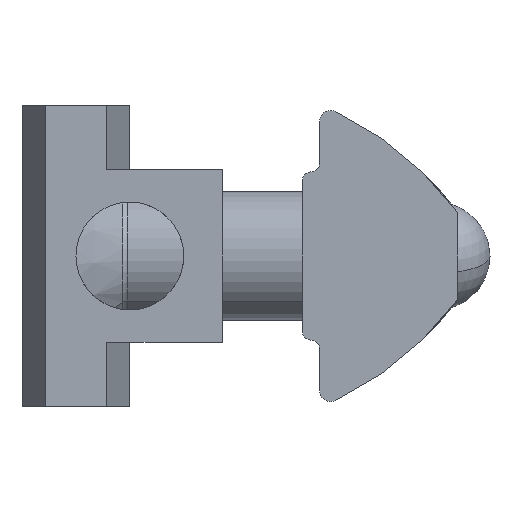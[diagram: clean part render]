
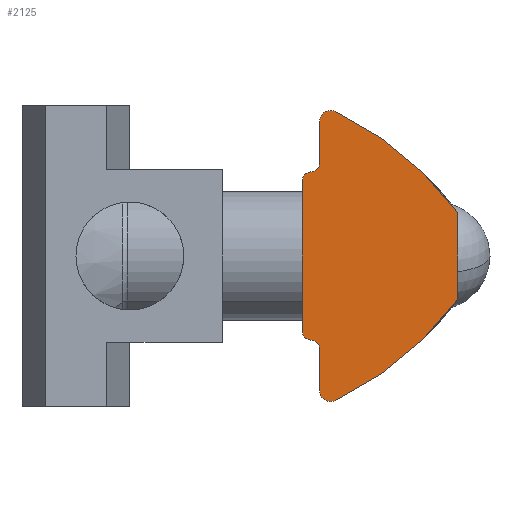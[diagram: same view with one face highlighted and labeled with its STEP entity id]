
A CAD part, left-side view. The second image highlights one B-rep face of the part: STEP entity #2125.
In plain terms, the highlighted face is planar.
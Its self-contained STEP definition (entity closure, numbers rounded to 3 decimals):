
#75 = EDGE_CURVE ( 'NONE', #1141, #4391, #1160, .T. ) ;
#117 = ORIENTED_EDGE ( 'NONE', *, *, #2737, .F. ) ;
#146 = CARTESIAN_POINT ( 'NONE',  ( 3.5, -0.4, 0. ) ) ;
#165 = EDGE_CURVE ( 'NONE', #2024, #660, #3455, .T. ) ;
#181 = DIRECTION ( 'NONE',  ( 0., 0., 1. ) ) ;
#292 = AXIS2_PLACEMENT_3D ( 'NONE', #866, #4428, #3006 ) ;
#356 = DIRECTION ( 'NONE',  ( 0., 0., 1. ) ) ;
#363 = CIRCLE ( 'NONE', #4407, 0.5 ) ;
#368 = DIRECTION ( 'NONE',  ( 0., 0., 1. ) ) ;
#376 = EDGE_CURVE ( 'NONE', #4391, #479, #3162, .T. ) ;
#471 = FACE_OUTER_BOUND ( 'NONE', #3338, .T. ) ;
#479 = VERTEX_POINT ( 'NONE', #1861 ) ;
#497 = CARTESIAN_POINT ( 'NONE',  ( -6.25, -1.3, 0. ) ) ;
#543 = EDGE_CURVE ( 'NONE', #479, #1134, #732, .T. ) ;
#604 = CARTESIAN_POINT ( 'NONE',  ( 6.25, -0.8, 0. ) ) ;
#643 = CIRCLE ( 'NONE', #1298, 0.4 ) ;
#660 = VERTEX_POINT ( 'NONE', #840 ) ;
#693 = VERTEX_POINT ( 'NONE', #2794 ) ;
#732 = CIRCLE ( 'NONE', #292, 0.5 ) ;
#840 = CARTESIAN_POINT ( 'NONE',  ( 3.9, -0.4, 0. ) ) ;
#866 = CARTESIAN_POINT ( 'NONE',  ( 6.25, -1.3, 0. ) ) ;
#871 = DIRECTION ( 'NONE',  ( 1., 0., 0. ) ) ;
#873 = ORIENTED_EDGE ( 'NONE', *, *, #3861, .T. ) ;
#884 = DIRECTION ( 'NONE',  ( -1., 0., 0. ) ) ;
#904 = DIRECTION ( 'NONE',  ( 1., 0., 0. ) ) ;
#905 = ORIENTED_EDGE ( 'NONE', *, *, #75, .F. ) ;
#927 = CARTESIAN_POINT ( 'NONE',  ( -2., -7.2, 0. ) ) ;
#950 = VERTEX_POINT ( 'NONE', #3324 ) ;
#978 = DIRECTION ( 'NONE',  ( 1., 0., 0. ) ) ;
#1025 = AXIS2_PLACEMENT_3D ( 'NONE', #3511, #1690, #1763 ) ;
#1068 = EDGE_CURVE ( 'NONE', #950, #1191, #2612, .T. ) ;
#1085 = ORIENTED_EDGE ( 'NONE', *, *, #1842, .F. ) ;
#1134 = VERTEX_POINT ( 'NONE', #604 ) ;
#1141 = VERTEX_POINT ( 'NONE', #927 ) ;
#1160 = LINE ( 'NONE', #2868, #1308 ) ;
#1191 = VERTEX_POINT ( 'NONE', #4507 ) ;
#1213 = PLANE ( 'NONE',  #4038 ) ;
#1269 = DIRECTION ( 'NONE',  ( 0., 0., -1. ) ) ;
#1298 = AXIS2_PLACEMENT_3D ( 'NONE', #3320, #1558, #4039 ) ;
#1308 = VECTOR ( 'NONE', #1790, 1000. ) ;
#1344 = CIRCLE ( 'NONE', #2546, 0.4 ) ;
#1351 = VERTEX_POINT ( 'NONE', #1389 ) ;
#1389 = CARTESIAN_POINT ( 'NONE',  ( -3.5, 0., 0. ) ) ;
#1391 = CARTESIAN_POINT ( 'NONE',  ( -3.9, -0.4, 0. ) ) ;
#1438 = CARTESIAN_POINT ( 'NONE',  ( 4.3, -0.4, 0. ) ) ;
#1558 = DIRECTION ( 'NONE',  ( 0., 0., 1. ) ) ;
#1623 = VECTOR ( 'NONE', #884, 1000. ) ;
#1624 = ORIENTED_EDGE ( 'NONE', *, *, #4309, .T. ) ;
#1652 = VECTOR ( 'NONE', #3567, 1000. ) ;
#1664 = VERTEX_POINT ( 'NONE', #3216 ) ;
#1677 = LINE ( 'NONE', #1744, #4307 ) ;
#1690 = DIRECTION ( 'NONE',  ( 0., 0., 1. ) ) ;
#1744 = CARTESIAN_POINT ( 'NONE',  ( 3.9, 0., 0. ) ) ;
#1763 = DIRECTION ( 'NONE',  ( -1., 0., 0. ) ) ;
#1767 = ORIENTED_EDGE ( 'NONE', *, *, #2601, .T. ) ;
#1790 = DIRECTION ( 'NONE',  ( 1., 0., 0. ) ) ;
#1829 = CARTESIAN_POINT ( 'NONE',  ( 3.5, 0., 0. ) ) ;
#1842 = EDGE_CURVE ( 'NONE', #693, #1141, #3801, .T. ) ;
#1846 = CARTESIAN_POINT ( 'NONE',  ( 3.9, -0.8, 0. ) ) ;
#1861 = CARTESIAN_POINT ( 'NONE',  ( 6.702, -1.514, 0. ) ) ;
#1925 = CARTESIAN_POINT ( 'NONE',  ( -3.9, -0.8, 0. ) ) ;
#1987 = CARTESIAN_POINT ( 'NONE',  ( 4.3, -0.8, 0. ) ) ;
#2024 = VERTEX_POINT ( 'NONE', #1829 ) ;
#2125 = ADVANCED_FACE ( 'NONE', ( #471 ), #1213, .F. ) ;
#2126 = CARTESIAN_POINT ( 'NONE',  ( 2., -7.2, 0. ) ) ;
#2228 = LINE ( 'NONE', #1846, #1652 ) ;
#2258 = AXIS2_PLACEMENT_3D ( 'NONE', #1438, #3966, #3592 ) ;
#2280 = CARTESIAN_POINT ( 'NONE',  ( -6.25, -1.3, 0. ) ) ;
#2309 = DIRECTION ( 'NONE',  ( 0., 0., 1. ) ) ;
#2418 = AXIS2_PLACEMENT_3D ( 'NONE', #2454, #356, #978 ) ;
#2442 = ORIENTED_EDGE ( 'NONE', *, *, #1068, .F. ) ;
#2454 = CARTESIAN_POINT ( 'NONE',  ( 6.854, 4.908, 0. ) ) ;
#2540 = CIRCLE ( 'NONE', #2258, 0.4 ) ;
#2546 = AXIS2_PLACEMENT_3D ( 'NONE', #4420, #2997, #904 ) ;
#2594 = ORIENTED_EDGE ( 'NONE', *, *, #4529, .F. ) ;
#2601 = EDGE_CURVE ( 'NONE', #950, #3754, #643, .T. ) ;
#2612 = LINE ( 'NONE', #1925, #1623 ) ;
#2623 = VERTEX_POINT ( 'NONE', #1987 ) ;
#2663 = DIRECTION ( 'NONE',  ( 1., 0., 0. ) ) ;
#2689 = ORIENTED_EDGE ( 'NONE', *, *, #543, .F. ) ;
#2717 = ORIENTED_EDGE ( 'NONE', *, *, #4505, .F. ) ;
#2737 = EDGE_CURVE ( 'NONE', #1664, #693, #3517, .T. ) ;
#2794 = CARTESIAN_POINT ( 'NONE',  ( -6.702, -1.514, 0. ) ) ;
#2850 = ORIENTED_EDGE ( 'NONE', *, *, #165, .T. ) ;
#2852 = DIRECTION ( 'NONE',  ( 1., 0., 0. ) ) ;
#2868 = CARTESIAN_POINT ( 'NONE',  ( -2., -7.2, 0. ) ) ;
#2997 = DIRECTION ( 'NONE',  ( 0., 0., -1. ) ) ;
#3006 = DIRECTION ( 'NONE',  ( -1., 0., 0. ) ) ;
#3159 = EDGE_CURVE ( 'NONE', #1191, #1664, #363, .T. ) ;
#3162 = CIRCLE ( 'NONE', #1025, 15. ) ;
#3216 = CARTESIAN_POINT ( 'NONE',  ( -6.75, -1.3, 0. ) ) ;
#3320 = CARTESIAN_POINT ( 'NONE',  ( -4.3, -0.4, 0. ) ) ;
#3324 = CARTESIAN_POINT ( 'NONE',  ( -4.3, -0.8, 0. ) ) ;
#3338 = EDGE_LOOP ( 'NONE', ( #2717, #2850, #873, #2594, #2689, #4225, #905, #1085, #117, #3727, #2442, #1767, #1624 ) ) ;
#3384 = AXIS2_PLACEMENT_3D ( 'NONE', #146, #1269, #871 ) ;
#3455 = CIRCLE ( 'NONE', #3384, 0.4 ) ;
#3511 = CARTESIAN_POINT ( 'NONE',  ( -6.854, 4.908, 0. ) ) ;
#3517 = CIRCLE ( 'NONE', #3961, 0.5 ) ;
#3567 = DIRECTION ( 'NONE',  ( -1., 0., 0. ) ) ;
#3586 = DIRECTION ( 'NONE',  ( -1., 0., 0. ) ) ;
#3592 = DIRECTION ( 'NONE',  ( 1., 0., 0. ) ) ;
#3727 = ORIENTED_EDGE ( 'NONE', *, *, #3159, .F. ) ;
#3736 = DIRECTION ( 'NONE',  ( 1., 0., 0. ) ) ;
#3754 = VERTEX_POINT ( 'NONE', #1391 ) ;
#3801 = CIRCLE ( 'NONE', #2418, 15. ) ;
#3861 = EDGE_CURVE ( 'NONE', #660, #2623, #2540, .T. ) ;
#3890 = CARTESIAN_POINT ( 'NONE',  ( -6.25, -1.3, 0. ) ) ;
#3961 = AXIS2_PLACEMENT_3D ( 'NONE', #3890, #368, #2852 ) ;
#3966 = DIRECTION ( 'NONE',  ( 0., 0., 1. ) ) ;
#4038 = AXIS2_PLACEMENT_3D ( 'NONE', #2280, #181, #3736 ) ;
#4039 = DIRECTION ( 'NONE',  ( 1., 0., 0. ) ) ;
#4225 = ORIENTED_EDGE ( 'NONE', *, *, #376, .F. ) ;
#4307 = VECTOR ( 'NONE', #3586, 1000. ) ;
#4309 = EDGE_CURVE ( 'NONE', #3754, #1351, #1344, .T. ) ;
#4391 = VERTEX_POINT ( 'NONE', #2126 ) ;
#4407 = AXIS2_PLACEMENT_3D ( 'NONE', #497, #2309, #2663 ) ;
#4420 = CARTESIAN_POINT ( 'NONE',  ( -3.5, -0.4, 0. ) ) ;
#4428 = DIRECTION ( 'NONE',  ( 0., 0., 1. ) ) ;
#4505 = EDGE_CURVE ( 'NONE', #2024, #1351, #1677, .T. ) ;
#4507 = CARTESIAN_POINT ( 'NONE',  ( -6.25, -0.8, 0. ) ) ;
#4529 = EDGE_CURVE ( 'NONE', #1134, #2623, #2228, .T. ) ;
